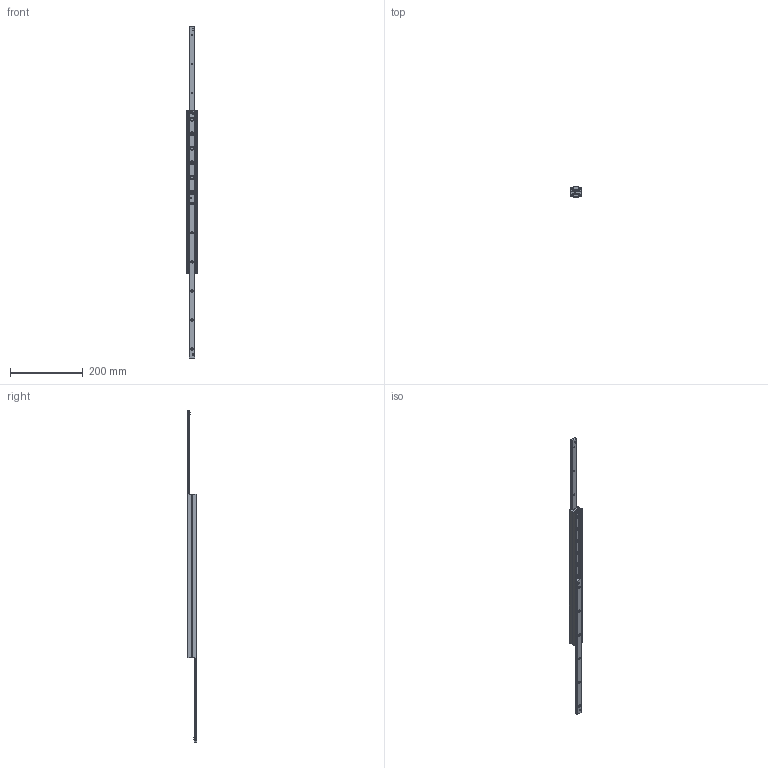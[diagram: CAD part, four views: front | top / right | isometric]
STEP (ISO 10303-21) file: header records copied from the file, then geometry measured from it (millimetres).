
FILE_DESCRIPTION((''),'2;1');
FILE_NAME('LCAH 28H-0450.GG.stp','2011-03-24T08:37:56',('MKoza'),(''),'Autodesk Inventor 2009','Autodesk Inventor 2009','');
FILE_SCHEMA(('AUTOMOTIVE_DESIGN { 1 0 10303 214 1 1 1 1 }'));
Length unit declared in the file: millimetre
Products named in the file (8): LCAH 28H.GG; LCH 28H; LLMG 28H; KF.LCA 28H; AS.L 28H 4x3,8; VKB.L 28H 4x7; + SC M4x0,35 DIN 1207; DIN 7337 - A5 x 10 x 6
Assembly tree (27 placements, depth 2):
  LCAH 28H.GG
    LCH 28H  x2
    LLMG 28H  x2
    KF.LCA 28H  x2
    AS.L 28H 4x3,8  x4
    VKB.L 28H 4x7  x4
    + SC M4x0,35 DIN 1207  x2
    DIN 7337 - A5 x 10 x 6  x11
Bounding box: 28 x 26 x 914 mm (x, y, z)
Volume: 245752.4 mm3; surface area: 162229 mm2
Topology: 27 solids, 27 shells, 436 faces, 961 edges, 633 vertices
Faces by surface type: plane 196, bspline 113, cylinder 102, torus 17, cone 8
Full cylindrical faces by diameter (mm): 3.9 x4, 4 x6, 5 x15, 9.5 x11
Entity records: 5728 total; most frequent: CARTESIAN_POINT 1602, DIRECTION 810, ORIENTED_EDGE 702, EDGE_CURVE 351, AXIS2_PLACEMENT_3D 316, EDGE_LOOP 282, VERTEX_POINT 265, VECTOR 178
